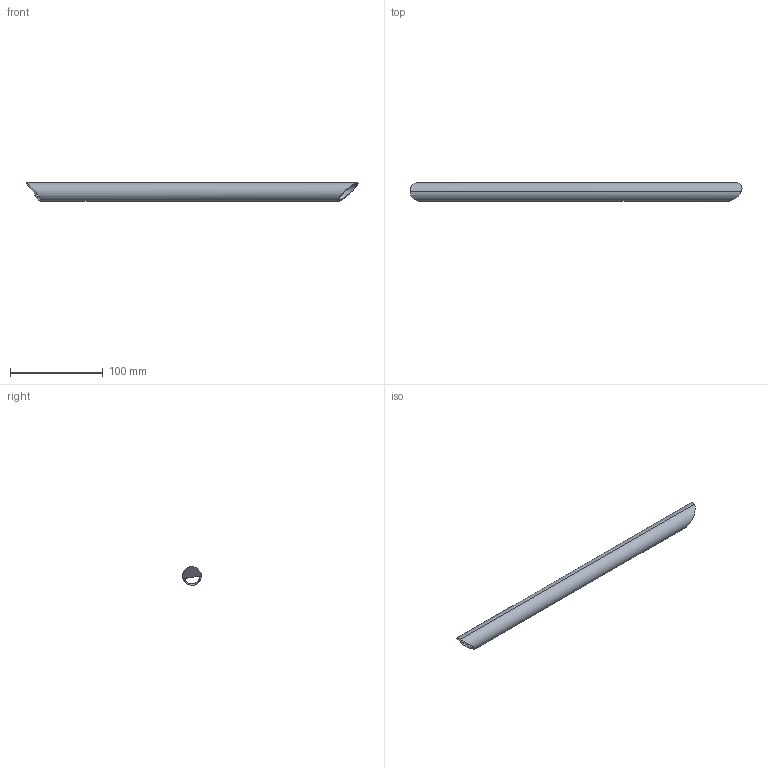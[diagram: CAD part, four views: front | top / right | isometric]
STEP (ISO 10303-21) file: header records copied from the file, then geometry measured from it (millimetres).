
FILE_DESCRIPTION(('STEP AP214'),'1');
FILE_NAME('49.stp','2018-12-06T16:01:10',(' '),(' '),'Spatial InterOp 3D',' ',' ');
FILE_SCHEMA(('automotive_design'));
Length unit declared in the file: metre
Products named in the file (1): Corps1
Bounding box: 357.24 x 20 x 20.01 mm (x, y, z)
Volume: 31264.1 mm3; surface area: 39403.3 mm2
Topology: 1 solids, 1 shells, 10 faces, 30 edges, 21 vertices
Faces by surface type: cylinder 9, plane 1
Entity records: 624 total; most frequent: CARTESIAN_POINT 230, DIRECTION 66, ORIENTED_EDGE 60, AXIS2_PLACEMENT_3D 30, EDGE_CURVE 30, VERTEX_POINT 21, ELLIPSE 17, STYLED_ITEM 11
